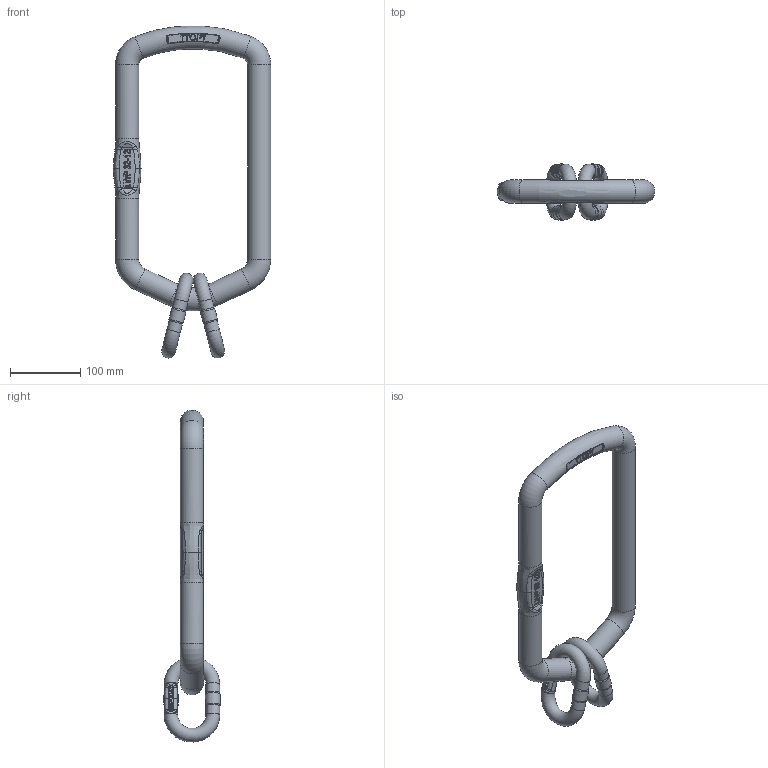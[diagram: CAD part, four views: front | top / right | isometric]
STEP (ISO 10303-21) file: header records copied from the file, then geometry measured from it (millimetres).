
FILE_DESCRIPTION(/* description */ (''),/* implementation_level */ '2;1');
FILE_NAME(/* name */ 'VLWP 2-13 4-10.stp',/* time_stamp */ '2022-05-13T10:07:23+02:00',/* author */ (''),/* organization */ (''),/* preprocessor_version */ 'ST-DEVELOPER v16',/* originating_system */ 'SIEMENS PLM Software NX 11.0',/* authorisation */ '');
FILE_SCHEMA (('AUTOMOTIVE_DESIGN { 1 0 10303 214 3 1 1 1 }'));
Length unit declared in the file: millimetre
Products named in the file (3): BWP 20 dummy; LWP 32 dummy; VLWP 2-13 4-10
Assembly tree (3 placements, depth 2):
  VLWP 2-13 4-10
    LWP 32 dummy
    BWP 20 dummy  x2
Bounding box: 224.28 x 80.22 x 472.83 mm (x, y, z)
Volume: 1030626.5 mm3; surface area: 139875.8 mm2
Topology: 3 solids, 3 shells, 597 faces, 1576 edges, 1015 vertices
Faces by surface type: plane 300, extrusion 144, bspline 98, cylinder 37, torus 14, cone 4
Full cylindrical faces by diameter (mm): 19.5 x8, 20.962 x2, 33 x5
Entity records: 18243 total; most frequent: CARTESIAN_POINT 9090, ORIENTED_EDGE 2200, DIRECTION 1216, EDGE_CURVE 1100, VERTEX_POINT 720, B_SPLINE_CURVE_WITH_KNOTS 713, VECTOR 514, EDGE_LOOP 484
